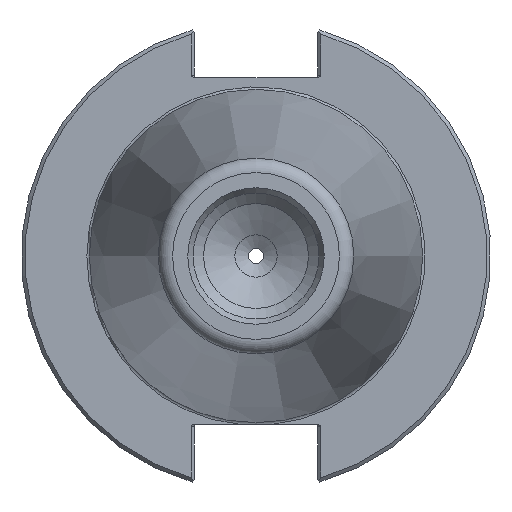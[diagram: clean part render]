
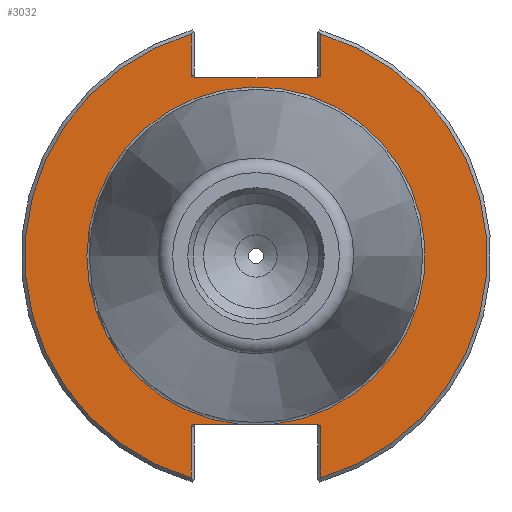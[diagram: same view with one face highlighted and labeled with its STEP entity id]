
A CAD part, left-side view. The second image highlights one B-rep face of the part: STEP entity #3032.
In plain terms, the highlighted planar face has unit normal (-1, 0, 0).
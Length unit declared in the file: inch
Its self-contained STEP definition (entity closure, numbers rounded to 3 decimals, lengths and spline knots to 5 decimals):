
#2387=CARTESIAN_POINT('',(0.125,-0.50422,1.472));
#2388=VERTEX_POINT('',#2387);
#2395=CARTESIAN_POINT('',(0.125,-0.5325,1.492));
#2396=VERTEX_POINT('',#2395);
#2397=CARTESIAN_POINT('',(0.125,-0.50422,1.492));
#2398=DIRECTION('',(-1.0,0.0,0.0));
#2399=DIRECTION('',(0.0,-1.0,0.0));
#2400=AXIS2_PLACEMENT_3D('',#2397,#2398,#2399);
#2401=ELLIPSE('',#2400,0.02828,0.02);
#2402=EDGE_CURVE('',#2388,#2396,#2401,.T.);
#2452=CARTESIAN_POINT('',(0.125,-0.5325,1.83167));
#2453=VERTEX_POINT('',#2452);
#2454=CARTESIAN_POINT('',(0.125,-0.5325,1.492));
#2455=DIRECTION('',(0.0,0.0,1.0));
#2456=VECTOR('',#2455,0.33967);
#2457=LINE('',#2454,#2456);
#2458=EDGE_CURVE('',#2396,#2453,#2457,.T.);
#2541=CARTESIAN_POINT('',(0.125,0.50422,-1.388));
#2542=VERTEX_POINT('',#2541);
#2549=CARTESIAN_POINT('',(0.125,0.5325,-1.408));
#2550=VERTEX_POINT('',#2549);
#2551=CARTESIAN_POINT('',(0.125,0.50422,-1.408));
#2552=DIRECTION('',(-1.0,0.0,0.0));
#2553=DIRECTION('',(0.0,1.0,0.0));
#2554=AXIS2_PLACEMENT_3D('',#2551,#2552,#2553);
#2555=ELLIPSE('',#2554,0.02828,0.02);
#2556=EDGE_CURVE('',#2542,#2550,#2555,.T.);
#2606=CARTESIAN_POINT('',(0.125,0.5325,-1.83167));
#2607=VERTEX_POINT('',#2606);
#2608=CARTESIAN_POINT('',(0.125,0.5325,-1.408));
#2609=DIRECTION('',(0.0,0.0,-1.0));
#2610=VECTOR('',#2609,0.42367);
#2611=LINE('',#2608,#2610);
#2612=EDGE_CURVE('',#2550,#2607,#2611,.T.);
#2637=CARTESIAN_POINT('',(0.125,-0.5325,-1.408));
#2638=VERTEX_POINT('',#2637);
#2639=CARTESIAN_POINT('',(0.125,-0.50422,-1.388));
#2640=VERTEX_POINT('',#2639);
#2641=CARTESIAN_POINT('',(0.125,-0.50422,-1.408));
#2642=DIRECTION('',(-1.0,0.0,0.0));
#2643=DIRECTION('',(0.0,-1.0,0.0));
#2644=AXIS2_PLACEMENT_3D('',#2641,#2642,#2643);
#2645=ELLIPSE('',#2644,0.02828,0.02);
#2646=EDGE_CURVE('',#2638,#2640,#2645,.T.);
#2744=CARTESIAN_POINT('',(0.125,-0.5325,-1.83167));
#2745=VERTEX_POINT('',#2744);
#2752=CARTESIAN_POINT('',(0.125,-0.5325,-1.83167));
#2753=DIRECTION('',(0.0,0.0,1.0));
#2754=VECTOR('',#2753,0.42367);
#2755=LINE('',#2752,#2754);
#2756=EDGE_CURVE('',#2745,#2638,#2755,.T.);
#2798=CARTESIAN_POINT('',(0.125,0.5325,1.492));
#2799=VERTEX_POINT('',#2798);
#2806=CARTESIAN_POINT('',(0.125,0.50422,1.472));
#2807=VERTEX_POINT('',#2806);
#2808=CARTESIAN_POINT('',(0.125,0.50422,1.492));
#2809=DIRECTION('',(-1.0,0.0,0.0));
#2810=DIRECTION('',(0.0,1.0,0.0));
#2811=AXIS2_PLACEMENT_3D('',#2808,#2809,#2810);
#2812=ELLIPSE('',#2811,0.02828,0.02);
#2813=EDGE_CURVE('',#2799,#2807,#2812,.T.);
#2898=CARTESIAN_POINT('',(0.125,0.5325,1.83167));
#2899=VERTEX_POINT('',#2898);
#2906=CARTESIAN_POINT('',(0.125,0.5325,1.83167));
#2907=DIRECTION('',(0.0,0.0,-1.0));
#2908=VECTOR('',#2907,0.33967);
#2909=LINE('',#2906,#2908);
#2910=EDGE_CURVE('',#2899,#2799,#2909,.T.);
#2945=CARTESIAN_POINT('',(0.125,-0.13957,-1.388));
#2946=VERTEX_POINT('',#2945);
#2947=CARTESIAN_POINT('',(0.125,0.13957,-1.388));
#2948=VERTEX_POINT('',#2947);
#2963=CARTESIAN_POINT('',(0.125,0.0,0.0));
#2964=DIRECTION('',(-1.0,0.0,0.0));
#2965=DIRECTION('',(0.0,-1.0,0.0));
#2966=AXIS2_PLACEMENT_3D('',#2963,#2964,#2965);
#2967=CIRCLE('',#2966,1.395);
#2968=EDGE_CURVE('',#2946,#2948,#2967,.T.);
#2984=CARTESIAN_POINT('',(0.125,1.65625,0.0));
#2985=DIRECTION('',(-1.0,0.0,0.0));
#2986=DIRECTION('',(0.0,0.0,1.0));
#2987=AXIS2_PLACEMENT_3D('',#2984,#2985,#2986);
#2988=PLANE('',#2987);
#2989=ORIENTED_EDGE('',*,*,#2968,.F.);
#2990=CARTESIAN_POINT('',(0.125,-0.50422,-1.388));
#2991=DIRECTION('',(0.0,1.0,0.0));
#2992=VECTOR('',#2991,0.36464);
#2993=LINE('',#2990,#2992);
#2994=EDGE_CURVE('',#2640,#2946,#2993,.T.);
#2995=ORIENTED_EDGE('',*,*,#2994,.F.);
#2996=ORIENTED_EDGE('',*,*,#2646,.F.);
#2997=ORIENTED_EDGE('',*,*,#2756,.F.);
#2998=CARTESIAN_POINT('',(0.125,0.0,0.0));
#2999=DIRECTION('',(1.0,0.0,0.0));
#3000=DIRECTION('',(0.0,-1.0,0.0));
#3001=AXIS2_PLACEMENT_3D('',#2998,#2999,#3000);
#3002=CIRCLE('',#3001,1.9075);
#3003=EDGE_CURVE('',#2453,#2745,#3002,.T.);
#3004=ORIENTED_EDGE('',*,*,#3003,.F.);
#3005=ORIENTED_EDGE('',*,*,#2458,.F.);
#3006=ORIENTED_EDGE('',*,*,#2402,.F.);
#3007=CARTESIAN_POINT('',(0.125,0.50422,1.472));
#3008=DIRECTION('',(0.0,-1.0,0.0));
#3009=VECTOR('',#3008,1.00843);
#3010=LINE('',#3007,#3009);
#3011=EDGE_CURVE('',#2807,#2388,#3010,.T.);
#3012=ORIENTED_EDGE('',*,*,#3011,.F.);
#3013=ORIENTED_EDGE('',*,*,#2813,.F.);
#3014=ORIENTED_EDGE('',*,*,#2910,.F.);
#3015=CARTESIAN_POINT('',(0.125,0.0,0.0));
#3016=DIRECTION('',(1.0,0.0,0.0));
#3017=DIRECTION('',(0.0,1.0,0.0));
#3018=AXIS2_PLACEMENT_3D('',#3015,#3016,#3017);
#3019=CIRCLE('',#3018,1.9075);
#3020=EDGE_CURVE('',#2607,#2899,#3019,.T.);
#3021=ORIENTED_EDGE('',*,*,#3020,.F.);
#3022=ORIENTED_EDGE('',*,*,#2612,.F.);
#3023=ORIENTED_EDGE('',*,*,#2556,.F.);
#3024=CARTESIAN_POINT('',(0.125,0.13957,-1.388));
#3025=DIRECTION('',(0.0,1.0,0.0));
#3026=VECTOR('',#3025,0.36464);
#3027=LINE('',#3024,#3026);
#3028=EDGE_CURVE('',#2948,#2542,#3027,.T.);
#3029=ORIENTED_EDGE('',*,*,#3028,.F.);
#3030=EDGE_LOOP('',(#2989,#2995,#2996,#2997,#3004,#3005,#3006,#3012,#3013,#3014,#3021,#3022,#3023,#3029));
#3031=FACE_OUTER_BOUND('',#3030,.T.);
#3032=ADVANCED_FACE('',(#3031),#2988,.T.);
